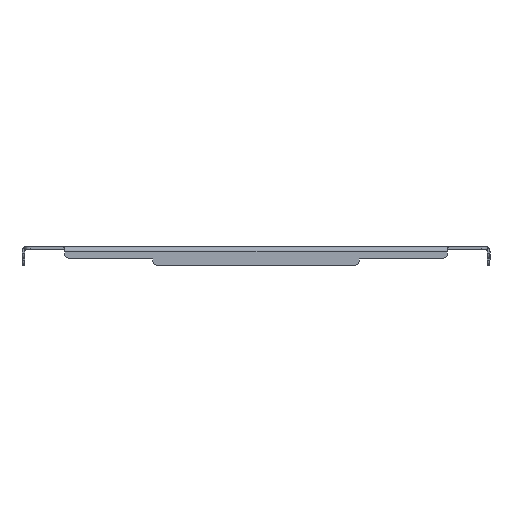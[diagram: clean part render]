
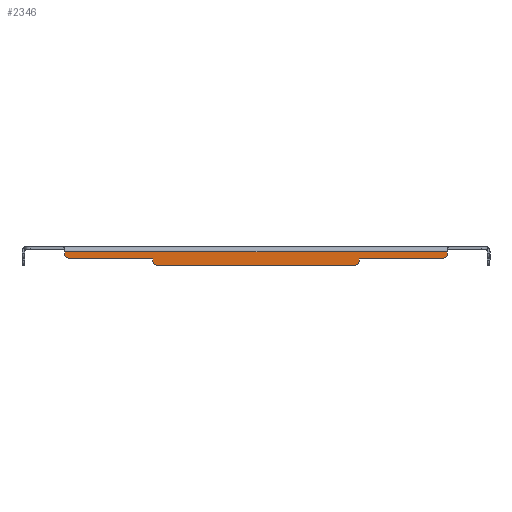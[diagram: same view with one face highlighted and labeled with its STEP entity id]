
A CAD part, left-side view. The second image highlights one B-rep face of the part: STEP entity #2346.
In plain terms, the highlighted planar face has unit normal (-1, 0, 0).
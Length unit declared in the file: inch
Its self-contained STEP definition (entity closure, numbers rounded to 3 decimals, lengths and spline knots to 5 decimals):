
#66 = EDGE_CURVE ( 'NONE', #3003, #618, #300, .T. ) ;
#104 = EDGE_CURVE ( 'NONE', #2853, #4020, #2112, .T. ) ;
#149 = CARTESIAN_POINT ( 'NONE',  ( -26.46875, -8.71875, -0.3125 ) ) ;
#241 = ORIENTED_EDGE ( 'NONE', *, *, #2993, .F. ) ;
#269 = CARTESIAN_POINT ( 'NONE',  ( -26.46875, -8.96875, -0.3125 ) ) ;
#300 = CIRCLE ( 'NONE', #4115, 0.25 ) ;
#316 = EDGE_LOOP ( 'NONE', ( #241, #3036, #1427, #3192, #3223, #3371, #2910, #2551, #784, #3077, #1661, #921 ) ) ;
#437 = DIRECTION ( 'NONE',  ( 1., 0., 0. ) ) ;
#457 = EDGE_CURVE ( 'NONE', #2415, #1924, #2311, .T. ) ;
#460 = DIRECTION ( 'NONE',  ( 0., 0., 1. ) ) ;
#480 = FACE_OUTER_BOUND ( 'NONE', #316, .T. ) ;
#487 = CIRCLE ( 'NONE', #1970, 0.25 ) ;
#538 = CARTESIAN_POINT ( 'NONE',  ( -26.46875, -4.84375, -0.625 ) ) ;
#565 = LINE ( 'NONE', #1541, #2018 ) ;
#601 = CARTESIAN_POINT ( 'NONE',  ( -26.46875, 0., -0.875 ) ) ;
#618 = VERTEX_POINT ( 'NONE', #2059 ) ;
#673 = AXIS2_PLACEMENT_3D ( 'NONE', #2681, #2380, #3045 ) ;
#690 = CARTESIAN_POINT ( 'NONE',  ( -26.46875, 8.96875, -0.3125 ) ) ;
#721 = EDGE_CURVE ( 'NONE', #3003, #2956, #565, .T. ) ;
#784 = ORIENTED_EDGE ( 'NONE', *, *, #3896, .T. ) ;
#880 = DIRECTION ( 'NONE',  ( 0., 1., 0. ) ) ;
#921 = ORIENTED_EDGE ( 'NONE', *, *, #1671, .F. ) ;
#1045 = CARTESIAN_POINT ( 'NONE',  ( -26.46875, -4.59375, -0.625 ) ) ;
#1052 = LINE ( 'NONE', #1636, #2031 ) ;
#1087 = VECTOR ( 'NONE', #1591, 39.37008 ) ;
#1089 = VECTOR ( 'NONE', #2453, 39.37008 ) ;
#1159 = DIRECTION ( 'NONE',  ( 1., 0., 0. ) ) ;
#1249 = VECTOR ( 'NONE', #1909, 39.37008 ) ;
#1397 = VERTEX_POINT ( 'NONE', #690 ) ;
#1427 = ORIENTED_EDGE ( 'NONE', *, *, #104, .F. ) ;
#1447 = CARTESIAN_POINT ( 'NONE',  ( -26.46875, -8.71875, -0.5625 ) ) ;
#1476 = EDGE_CURVE ( 'NONE', #618, #1728, #2723, .T. ) ;
#1485 = PLANE ( 'NONE',  #673 ) ;
#1541 = CARTESIAN_POINT ( 'NONE',  ( -26.46875, -4.84375, 0. ) ) ;
#1549 = CARTESIAN_POINT ( 'NONE',  ( -26.46875, -6.90625, -0.5625 ) ) ;
#1571 = CARTESIAN_POINT ( 'NONE',  ( -26.46875, 4.84375, -0.625 ) ) ;
#1591 = DIRECTION ( 'NONE',  ( 0., -1., 0. ) ) ;
#1636 = CARTESIAN_POINT ( 'NONE',  ( -26.46875, 4.84375, 0. ) ) ;
#1661 = ORIENTED_EDGE ( 'NONE', *, *, #457, .F. ) ;
#1667 = CARTESIAN_POINT ( 'NONE',  ( -26.46875, 8.71875, -0.5625 ) ) ;
#1671 = EDGE_CURVE ( 'NONE', #2045, #2415, #2229, .T. ) ;
#1689 = DIRECTION ( 'NONE',  ( 0., 0., 1. ) ) ;
#1728 = VERTEX_POINT ( 'NONE', #3817 ) ;
#1839 = VECTOR ( 'NONE', #880, 39.37008 ) ;
#1897 = VECTOR ( 'NONE', #2532, 39.37008 ) ;
#1899 = LINE ( 'NONE', #1549, #1087 ) ;
#1909 = DIRECTION ( 'NONE',  ( 0., 0., 1. ) ) ;
#1924 = VERTEX_POINT ( 'NONE', #269 ) ;
#1960 = CARTESIAN_POINT ( 'NONE',  ( -26.46875, 8.71875, -0.3125 ) ) ;
#1970 = AXIS2_PLACEMENT_3D ( 'NONE', #149, #437, #3608 ) ;
#1973 = VECTOR ( 'NONE', #2641, 39.37008 ) ;
#2017 = DIRECTION ( 'NONE',  ( 0., 0., 1. ) ) ;
#2018 = VECTOR ( 'NONE', #4085, 39.37008 ) ;
#2031 = VECTOR ( 'NONE', #3557, 39.37008 ) ;
#2045 = VERTEX_POINT ( 'NONE', #2666 ) ;
#2059 = CARTESIAN_POINT ( 'NONE',  ( -26.46875, -4.59375, -0.875 ) ) ;
#2101 = AXIS2_PLACEMENT_3D ( 'NONE', #1960, #3236, #1689 ) ;
#2112 = LINE ( 'NONE', #3089, #1089 ) ;
#2210 = CARTESIAN_POINT ( 'NONE',  ( -26.46875, -8.96875, -0.237 ) ) ;
#2229 = LINE ( 'NONE', #2210, #1897 ) ;
#2311 = LINE ( 'NONE', #3586, #1973 ) ;
#2346 = ADVANCED_FACE ( 'NONE', ( #480 ), #1485, .T. ) ;
#2380 = DIRECTION ( 'NONE',  ( -1., 0., 0. ) ) ;
#2415 = VERTEX_POINT ( 'NONE', #3676 ) ;
#2419 = EDGE_CURVE ( 'NONE', #1728, #3812, #3768, .T. ) ;
#2453 = DIRECTION ( 'NONE',  ( 0., 1., 0. ) ) ;
#2532 = DIRECTION ( 'NONE',  ( 0., -1., 0. ) ) ;
#2551 = ORIENTED_EDGE ( 'NONE', *, *, #721, .T. ) ;
#2641 = DIRECTION ( 'NONE',  ( 0., 0., -1. ) ) ;
#2666 = CARTESIAN_POINT ( 'NONE',  ( -26.46875, 8.96875, -0.237 ) ) ;
#2681 = CARTESIAN_POINT ( 'NONE',  ( -26.46875, 10.84375, 0. ) ) ;
#2723 = LINE ( 'NONE', #601, #1839 ) ;
#2853 = VERTEX_POINT ( 'NONE', #4023 ) ;
#2910 = ORIENTED_EDGE ( 'NONE', *, *, #66, .F. ) ;
#2956 = VERTEX_POINT ( 'NONE', #4046 ) ;
#2993 = EDGE_CURVE ( 'NONE', #1397, #2045, #3791, .T. ) ;
#3003 = VERTEX_POINT ( 'NONE', #538 ) ;
#3036 = ORIENTED_EDGE ( 'NONE', *, *, #3595, .F. ) ;
#3045 = DIRECTION ( 'NONE',  ( 0., 0., 1. ) ) ;
#3077 = ORIENTED_EDGE ( 'NONE', *, *, #4077, .F. ) ;
#3089 = CARTESIAN_POINT ( 'NONE',  ( -26.46875, 6.90625, -0.5625 ) ) ;
#3155 = CARTESIAN_POINT ( 'NONE',  ( -26.46875, 8.96875, -0.556 ) ) ;
#3192 = ORIENTED_EDGE ( 'NONE', *, *, #3283, .T. ) ;
#3223 = ORIENTED_EDGE ( 'NONE', *, *, #2419, .F. ) ;
#3236 = DIRECTION ( 'NONE',  ( 1., 0., 0. ) ) ;
#3283 = EDGE_CURVE ( 'NONE', #2853, #3812, #1052, .T. ) ;
#3359 = CARTESIAN_POINT ( 'NONE',  ( -26.46875, 4.59375, -0.625 ) ) ;
#3371 = ORIENTED_EDGE ( 'NONE', *, *, #1476, .F. ) ;
#3399 = VERTEX_POINT ( 'NONE', #1447 ) ;
#3441 = CIRCLE ( 'NONE', #2101, 0.25 ) ;
#3551 = DIRECTION ( 'NONE',  ( 1., 0., 0. ) ) ;
#3557 = DIRECTION ( 'NONE',  ( 0., 0., -1. ) ) ;
#3586 = CARTESIAN_POINT ( 'NONE',  ( -26.46875, -8.96875, -0.556 ) ) ;
#3595 = EDGE_CURVE ( 'NONE', #4020, #1397, #3441, .T. ) ;
#3608 = DIRECTION ( 'NONE',  ( 0., 0., 1. ) ) ;
#3676 = CARTESIAN_POINT ( 'NONE',  ( -26.46875, -8.96875, -0.237 ) ) ;
#3768 = CIRCLE ( 'NONE', #3898, 0.25 ) ;
#3791 = LINE ( 'NONE', #3155, #1249 ) ;
#3812 = VERTEX_POINT ( 'NONE', #1571 ) ;
#3817 = CARTESIAN_POINT ( 'NONE',  ( -26.46875, 4.59375, -0.875 ) ) ;
#3896 = EDGE_CURVE ( 'NONE', #2956, #3399, #1899, .T. ) ;
#3898 = AXIS2_PLACEMENT_3D ( 'NONE', #3359, #1159, #460 ) ;
#4020 = VERTEX_POINT ( 'NONE', #1667 ) ;
#4023 = CARTESIAN_POINT ( 'NONE',  ( -26.46875, 4.84375, -0.5625 ) ) ;
#4046 = CARTESIAN_POINT ( 'NONE',  ( -26.46875, -4.84375, -0.5625 ) ) ;
#4077 = EDGE_CURVE ( 'NONE', #1924, #3399, #487, .T. ) ;
#4085 = DIRECTION ( 'NONE',  ( 0., 0., 1. ) ) ;
#4115 = AXIS2_PLACEMENT_3D ( 'NONE', #1045, #3551, #2017 ) ;
